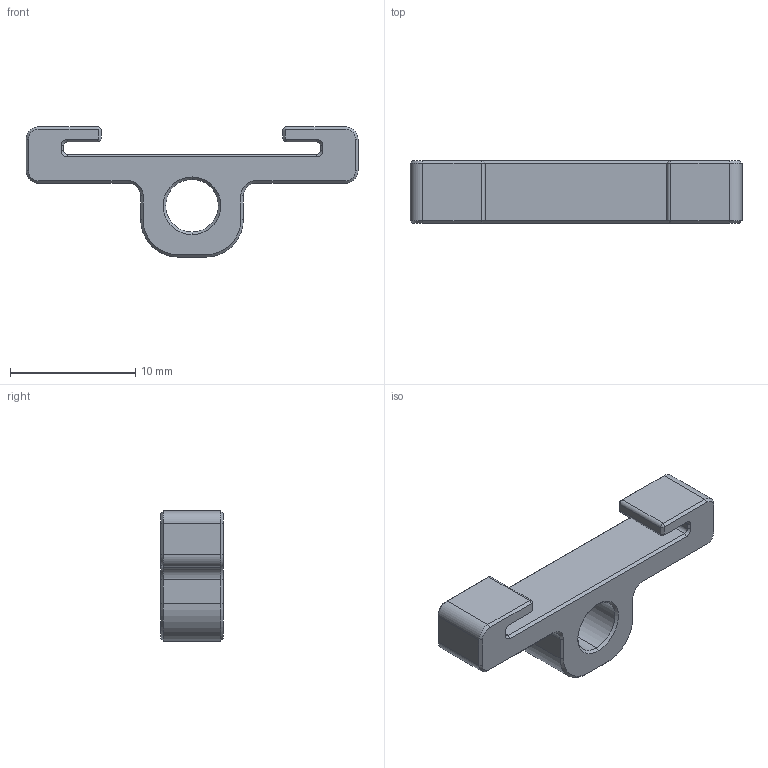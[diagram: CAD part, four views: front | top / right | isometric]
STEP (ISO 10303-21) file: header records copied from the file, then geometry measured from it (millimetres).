
FILE_DESCRIPTION (( 'STEP AP203' ), '1' );
FILE_NAME ('徹盄杶.STEP', '2023-09-09T06:49:54', ( 'Leo' ), ( '' ), 'SwSTEP 2.0', 'SolidWorks 2018', '' );
FILE_SCHEMA (( 'CONFIG_CONTROL_DESIGN' ));
Length unit declared in the file: millimetre
Products named in the file (1): 徹盄杶
Bounding box: 26.5 x 5 x 10.4 mm (x, y, z)
Volume: 554 mm3; surface area: 686.5 mm2
Topology: 1 solids, 1 shells, 104 faces, 238 edges, 136 vertices
Faces by surface type: plane 50, cone 36, cylinder 18
Entity records: 2931 total; most frequent: DIRECTION 520, CARTESIAN_POINT 479, ORIENTED_EDGE 476, EDGE_CURVE 238, AXIS2_PLACEMENT_3D 177, VECTOR 166, LINE 166, VERTEX_POINT 136
